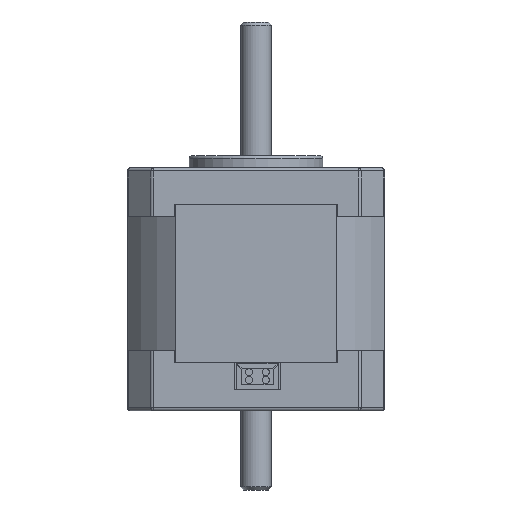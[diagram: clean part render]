
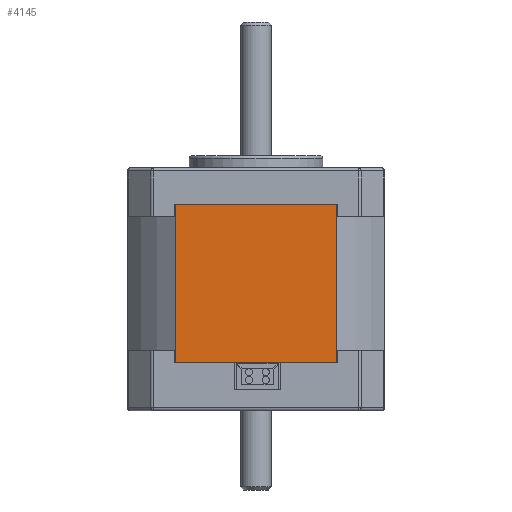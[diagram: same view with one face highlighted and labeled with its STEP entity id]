
A CAD part, front view. The second image highlights one B-rep face of the part: STEP entity #4145.
In plain terms, the highlighted planar face has unit normal (0, -1, 0).
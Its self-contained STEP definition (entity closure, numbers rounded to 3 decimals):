
#71 = CARTESIAN_POINT ( 'NONE',  ( 0., -21.16, 93.85 ) ) ;
#348 = VERTEX_POINT ( 'NONE', #10803 ) ;
#398 = DIRECTION ( 'NONE',  ( 1., 0., 0. ) ) ;
#935 = EDGE_CURVE ( 'NONE', #3445, #1036, #4020, .T. ) ;
#958 = DIRECTION ( 'NONE',  ( 0., -1., 0. ) ) ;
#1036 = VERTEX_POINT ( 'NONE', #4827 ) ;
#1680 = VECTOR ( 'NONE', #5983, 1000. ) ;
#1888 = VECTOR ( 'NONE', #8078, 1000. ) ;
#2145 = CARTESIAN_POINT ( 'NONE',  ( 13.314, -21.16, 34. ) ) ;
#2378 = VECTOR ( 'NONE', #398, 1000. ) ;
#2695 = EDGE_CURVE ( 'NONE', #1036, #10542, #4664, .T. ) ;
#2743 = FACE_OUTER_BOUND ( 'NONE', #2789, .T. ) ;
#2789 = EDGE_LOOP ( 'NONE', ( #6973, #3110, #9049, #5460 ) ) ;
#3110 = ORIENTED_EDGE ( 'NONE', *, *, #5336, .T. ) ;
#3445 = VERTEX_POINT ( 'NONE', #2145 ) ;
#4020 = LINE ( 'NONE', #9590, #1680 ) ;
#4145 = ADVANCED_FACE ( 'NONE', ( #2743 ), #8761, .T. ) ;
#4664 = LINE ( 'NONE', #9737, #1888 ) ;
#4827 = CARTESIAN_POINT ( 'NONE',  ( 13.314, -21.16, 8. ) ) ;
#4850 = AXIS2_PLACEMENT_3D ( 'NONE', #71, #958, #8810 ) ;
#5336 = EDGE_CURVE ( 'NONE', #348, #10542, #8881, .T. ) ;
#5460 = ORIENTED_EDGE ( 'NONE', *, *, #935, .F. ) ;
#5736 = CARTESIAN_POINT ( 'NONE',  ( -13.314, -21.16, 8. ) ) ;
#5983 = DIRECTION ( 'NONE',  ( 0., 0., -1. ) ) ;
#6676 = EDGE_CURVE ( 'NONE', #348, #3445, #7880, .T. ) ;
#6973 = ORIENTED_EDGE ( 'NONE', *, *, #6676, .F. ) ;
#7010 = DIRECTION ( 'NONE',  ( 0., 0., -1. ) ) ;
#7880 = LINE ( 'NONE', #8338, #2378 ) ;
#8078 = DIRECTION ( 'NONE',  ( -1., 0., 0. ) ) ;
#8338 = CARTESIAN_POINT ( 'NONE',  ( 0., -21.16, 34. ) ) ;
#8761 = PLANE ( 'NONE',  #4850 ) ;
#8810 = DIRECTION ( 'NONE',  ( 0., 0., -1. ) ) ;
#8881 = LINE ( 'NONE', #9523, #9997 ) ;
#9049 = ORIENTED_EDGE ( 'NONE', *, *, #2695, .F. ) ;
#9523 = CARTESIAN_POINT ( 'NONE',  ( -13.314, -21.16, 93.85 ) ) ;
#9590 = CARTESIAN_POINT ( 'NONE',  ( 13.314, -21.16, 93.85 ) ) ;
#9737 = CARTESIAN_POINT ( 'NONE',  ( 0., -21.16, 8. ) ) ;
#9997 = VECTOR ( 'NONE', #7010, 1000. ) ;
#10542 = VERTEX_POINT ( 'NONE', #5736 ) ;
#10803 = CARTESIAN_POINT ( 'NONE',  ( -13.314, -21.16, 34. ) ) ;
